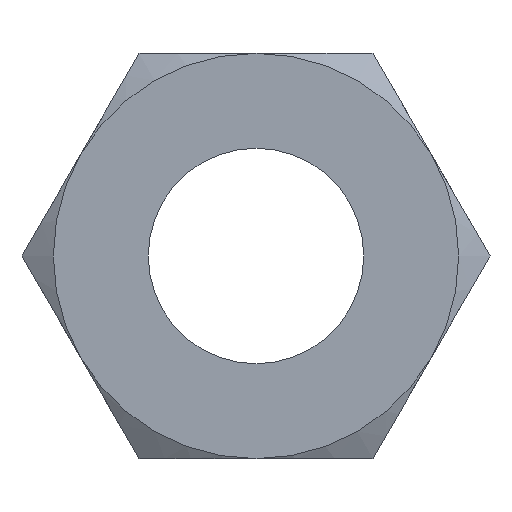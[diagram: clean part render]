
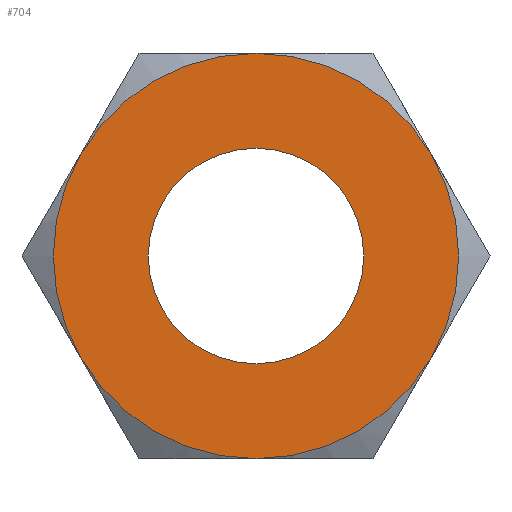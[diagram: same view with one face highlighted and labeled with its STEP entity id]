
A CAD part, front view. The second image highlights one B-rep face of the part: STEP entity #704.
In plain terms, the highlighted planar face has unit normal (0, -1, 0).
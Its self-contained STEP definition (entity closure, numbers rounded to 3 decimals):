
#7 = VERTEX_POINT ( 'NONE', #453 ) ;
#12 = FACE_OUTER_BOUND ( 'NONE', #61, .T. ) ;
#22 = DIRECTION ( 'NONE',  ( 0., 0., 1. ) ) ;
#60 = CARTESIAN_POINT ( 'NONE',  ( 0., -10.8, 5.053 ) ) ;
#61 = EDGE_LOOP ( 'NONE', ( #606, #187, #401, #426, #286, #574 ) ) ;
#64 = AXIS2_PLACEMENT_3D ( 'NONE', #641, #456, #633 ) ;
#78 = AXIS2_PLACEMENT_3D ( 'NONE', #119, #107, #359 ) ;
#106 = EDGE_LOOP ( 'NONE', ( #482, #132 ) ) ;
#107 = DIRECTION ( 'NONE',  ( 0., 1., 0. ) ) ;
#119 = CARTESIAN_POINT ( 'NONE',  ( 0., -10.8, 0. ) ) ;
#121 = CARTESIAN_POINT ( 'NONE',  ( 0., -10.8, 0. ) ) ;
#122 = CIRCLE ( 'NONE', #462, 9.5 ) ;
#132 = ORIENTED_EDGE ( 'NONE', *, *, #278, .T. ) ;
#134 = DIRECTION ( 'NONE',  ( 0., 0., 1. ) ) ;
#154 = EDGE_CURVE ( 'NONE', #430, #336, #342, .T. ) ;
#160 = VERTEX_POINT ( 'NONE', #172 ) ;
#166 = AXIS2_PLACEMENT_3D ( 'NONE', #317, #558, #134 ) ;
#168 = EDGE_CURVE ( 'NONE', #160, #7, #178, .T. ) ;
#172 = CARTESIAN_POINT ( 'NONE',  ( -8.227, -10.8, 4.75 ) ) ;
#178 = CIRCLE ( 'NONE', #477, 9.5 ) ;
#180 = CIRCLE ( 'NONE', #728, 9.5 ) ;
#187 = ORIENTED_EDGE ( 'NONE', *, *, #168, .F. ) ;
#213 = CARTESIAN_POINT ( 'NONE',  ( 5.053, -10.8, 0. ) ) ;
#241 = FACE_BOUND ( 'NONE', #106, .T. ) ;
#272 = PLANE ( 'NONE',  #452 ) ;
#278 = EDGE_CURVE ( 'NONE', #730, #764, #677, .T. ) ;
#282 = CARTESIAN_POINT ( 'NONE',  ( 8.227, -10.8, 4.75 ) ) ;
#286 = ORIENTED_EDGE ( 'NONE', *, *, #440, .F. ) ;
#310 = CIRCLE ( 'NONE', #78, 9.5 ) ;
#312 = CARTESIAN_POINT ( 'NONE',  ( 0., -10.8, 0. ) ) ;
#317 = CARTESIAN_POINT ( 'NONE',  ( 0., -10.8, 0. ) ) ;
#327 = DIRECTION ( 'NONE',  ( 0., 0., 1. ) ) ;
#336 = VERTEX_POINT ( 'NONE', #435 ) ;
#337 = DIRECTION ( 'NONE',  ( 0., 1., 0. ) ) ;
#342 = CIRCLE ( 'NONE', #433, 9.5 ) ;
#356 = DIRECTION ( 'NONE',  ( 0., 1., 0. ) ) ;
#357 = DIRECTION ( 'NONE',  ( 0., 1., 0. ) ) ;
#359 = DIRECTION ( 'NONE',  ( 0., 0., 1. ) ) ;
#368 = VERTEX_POINT ( 'NONE', #391 ) ;
#386 = EDGE_CURVE ( 'NONE', #764, #730, #773, .T. ) ;
#391 = CARTESIAN_POINT ( 'NONE',  ( 8.227, -10.8, -4.75 ) ) ;
#401 = ORIENTED_EDGE ( 'NONE', *, *, #403, .F. ) ;
#403 = EDGE_CURVE ( 'NONE', #336, #160, #122, .T. ) ;
#412 = CARTESIAN_POINT ( 'NONE',  ( 0., -10.8, 0. ) ) ;
#426 = ORIENTED_EDGE ( 'NONE', *, *, #154, .F. ) ;
#430 = VERTEX_POINT ( 'NONE', #695 ) ;
#433 = AXIS2_PLACEMENT_3D ( 'NONE', #121, #356, #546 ) ;
#435 = CARTESIAN_POINT ( 'NONE',  ( -8.227, -10.8, -4.75 ) ) ;
#440 = EDGE_CURVE ( 'NONE', #368, #430, #180, .T. ) ;
#452 = AXIS2_PLACEMENT_3D ( 'NONE', #213, #357, #652 ) ;
#453 = CARTESIAN_POINT ( 'NONE',  ( 0., -10.8, 9.5 ) ) ;
#456 = DIRECTION ( 'NONE',  ( 0., 1., 0. ) ) ;
#458 = DIRECTION ( 'NONE',  ( 0., 1., 0. ) ) ;
#462 = AXIS2_PLACEMENT_3D ( 'NONE', #579, #337, #327 ) ;
#464 = DIRECTION ( 'NONE',  ( 0., 0., 1. ) ) ;
#471 = CARTESIAN_POINT ( 'NONE',  ( 0., -10.8, 0. ) ) ;
#477 = AXIS2_PLACEMENT_3D ( 'NONE', #412, #660, #464 ) ;
#482 = ORIENTED_EDGE ( 'NONE', *, *, #386, .T. ) ;
#518 = EDGE_CURVE ( 'NONE', #7, #615, #310, .T. ) ;
#528 = CARTESIAN_POINT ( 'NONE',  ( 0., -10.8, -5.053 ) ) ;
#546 = DIRECTION ( 'NONE',  ( 0., 0., 1. ) ) ;
#557 = DIRECTION ( 'NONE',  ( 0., 1., 0. ) ) ;
#558 = DIRECTION ( 'NONE',  ( 0., 1., 0. ) ) ;
#565 = EDGE_CURVE ( 'NONE', #615, #368, #742, .T. ) ;
#574 = ORIENTED_EDGE ( 'NONE', *, *, #565, .F. ) ;
#579 = CARTESIAN_POINT ( 'NONE',  ( 0., -10.8, 0. ) ) ;
#606 = ORIENTED_EDGE ( 'NONE', *, *, #518, .F. ) ;
#615 = VERTEX_POINT ( 'NONE', #282 ) ;
#627 = AXIS2_PLACEMENT_3D ( 'NONE', #312, #557, #22 ) ;
#633 = DIRECTION ( 'NONE',  ( 0., 0., 1. ) ) ;
#641 = CARTESIAN_POINT ( 'NONE',  ( 0., -10.8, 0. ) ) ;
#652 = DIRECTION ( 'NONE',  ( 0., 0., 1. ) ) ;
#660 = DIRECTION ( 'NONE',  ( 0., 1., 0. ) ) ;
#677 = CIRCLE ( 'NONE', #166, 5.053 ) ;
#695 = CARTESIAN_POINT ( 'NONE',  ( 0., -10.8, -9.5 ) ) ;
#698 = DIRECTION ( 'NONE',  ( 0., 0., 1. ) ) ;
#704 = ADVANCED_FACE ( 'NONE', ( #12, #241 ), #272, .F. ) ;
#728 = AXIS2_PLACEMENT_3D ( 'NONE', #471, #458, #698 ) ;
#730 = VERTEX_POINT ( 'NONE', #528 ) ;
#742 = CIRCLE ( 'NONE', #627, 9.5 ) ;
#764 = VERTEX_POINT ( 'NONE', #60 ) ;
#773 = CIRCLE ( 'NONE', #64, 5.053 ) ;
